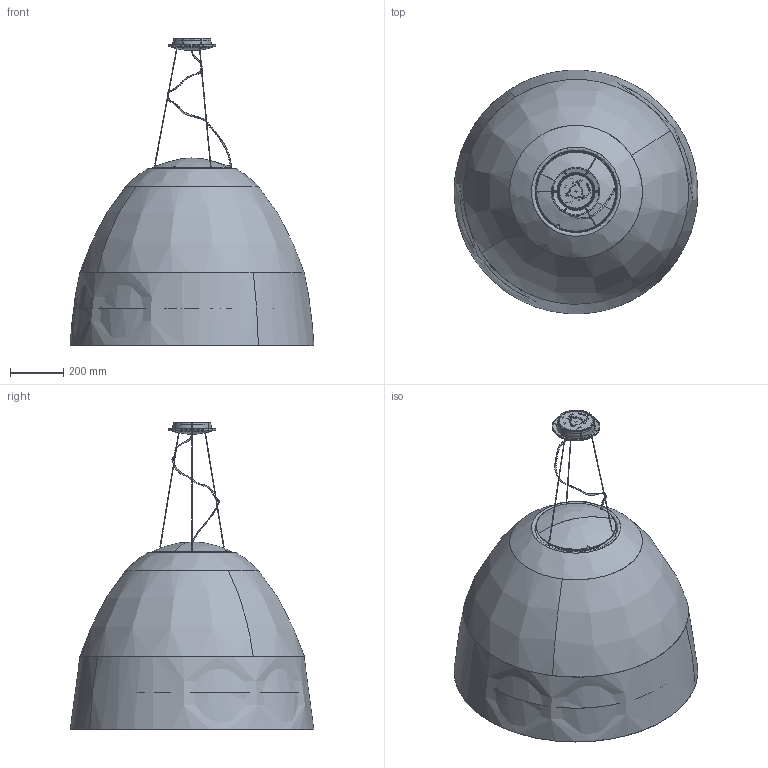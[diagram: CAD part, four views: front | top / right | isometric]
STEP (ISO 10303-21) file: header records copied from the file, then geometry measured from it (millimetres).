
FILE_DESCRIPTION(/* description */ (''),/* implementation_level */ '2;1');
FILE_NAME(/* name */ 'NUR ACOUSTIC',/* time_stamp */ '2020-10-30T10:49:42+01:00',/* author */ (''),/* organization */ (''),/* preprocessor_version */ 'ST-DEVELOPER v15',/* originating_system */ '',/* authorisation */ '');
FILE_SCHEMA (('AUTOMOTIVE_DESIGN'));
Products named in the file (11): Document; Blocco 11; Blocco 10; Blocco 09; Blocco 07; Blocco 06; Blocco 05; Blocco 04; Blocco 03; Blocco 02; Blocco 01
Assembly tree (10 placements, depth 2):
  Document
    Blocco 11
    Blocco 10
    Blocco 09
    Blocco 07
    Blocco 06
    Blocco 05
    Blocco 04
    Blocco 03
    Blocco 02
    Blocco 01
Bounding box: 916.98 x 915.55 x 1154.81 mm (x, y, z)
Volume: 0.1 mm3; surface area: 4330846 mm2
Topology: 1 solids, 682 shells, 1329 faces, 5279 edges, 4430 vertices
Faces by surface type: bspline 1031, plane 298
Entity records: 88789 total; most frequent: CARTESIAN_POINT 56981, ORIENTED_EDGE 6879, EDGE_CURVE 5288, VERTEX_POINT 4433, B_SPLINE_CURVE_WITH_KNOTS 2212, EDGE_LOOP 1443, ADVANCED_FACE 1329, FACE_OUTER_BOUND 1329
